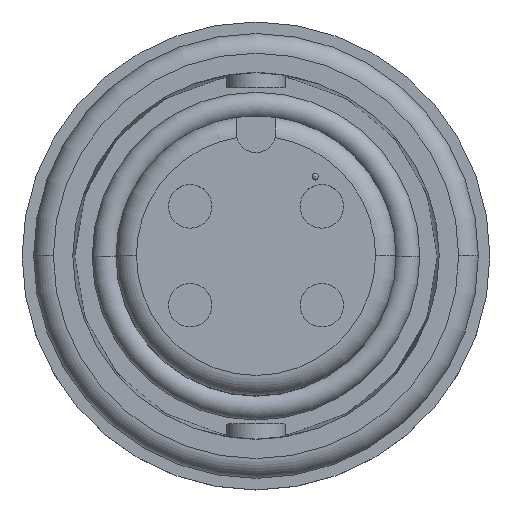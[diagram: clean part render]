
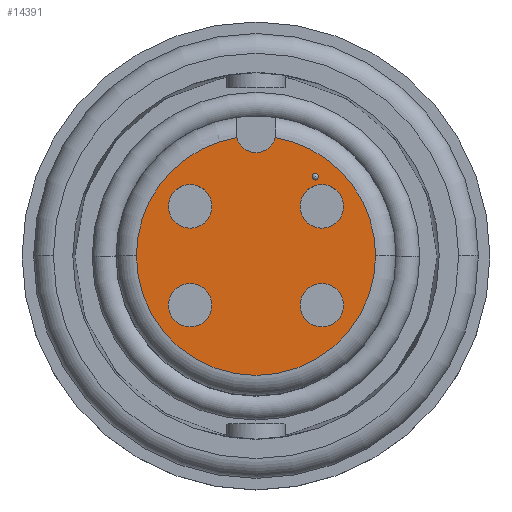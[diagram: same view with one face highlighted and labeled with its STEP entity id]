
A CAD part, top view. The second image highlights one B-rep face of the part: STEP entity #14391.
In plain terms, the highlighted planar face has unit normal (0, 0, 1).
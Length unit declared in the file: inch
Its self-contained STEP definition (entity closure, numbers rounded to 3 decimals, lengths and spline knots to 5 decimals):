
#227 = AXIS2_PLACEMENT_3D ( 'NONE', #9287, #21939, #11130 ) ;
#315 = EDGE_CURVE ( 'NONE', #18023, #16730, #1047, .T. ) ;
#948 = EDGE_CURVE ( 'NONE', #10005, #5697, #15443, .T. ) ;
#1047 = CIRCLE ( 'NONE', #3980, 0.1815 ) ;
#1060 = EDGE_LOOP ( 'NONE', ( #22362, #4623 ) ) ;
#1177 = ORIENTED_EDGE ( 'NONE', *, *, #6418, .F. ) ;
#1501 = VERTEX_POINT ( 'NONE', #16803 ) ;
#1597 = VERTEX_POINT ( 'NONE', #13734 ) ;
#1934 = AXIS2_PLACEMENT_3D ( 'NONE', #7482, #20146, #9321 ) ;
#1948 = DIRECTION ( 'NONE',  ( 0., 0., -1. ) ) ;
#2266 = EDGE_LOOP ( 'NONE', ( #14405, #1177 ) ) ;
#2309 = AXIS2_PLACEMENT_3D ( 'NONE', #10202, #22831, #12029 ) ;
#2326 = AXIS2_PLACEMENT_3D ( 'NONE', #15417, #4577, #17213 ) ;
#2507 = CIRCLE ( 'NONE', #3448, 0.033 ) ;
#3148 = CARTESIAN_POINT ( 'NONE',  ( 0., 0., 0.313 ) ) ;
#3334 = CARTESIAN_POINT ( 'NONE',  ( 0.1, -0.075, 0.313 ) ) ;
#3448 = AXIS2_PLACEMENT_3D ( 'NONE', #19878, #9056, #21717 ) ;
#3485 = CIRCLE ( 'NONE', #20914, 0.005 ) ;
#3720 = CARTESIAN_POINT ( 'NONE',  ( 0.02909, 0.17915, 0.313 ) ) ;
#3894 = CARTESIAN_POINT ( 'NONE',  ( 0.1, 0.075, 0.313 ) ) ;
#3980 = AXIS2_PLACEMENT_3D ( 'NONE', #3148, #6924, #15870 ) ;
#4334 = CARTESIAN_POINT ( 'NONE',  ( -0.1, -0.075, 0.313 ) ) ;
#4397 = EDGE_CURVE ( 'NONE', #15094, #19768, #5966, .T. ) ;
#4400 = EDGE_LOOP ( 'NONE', ( #20087, #21623 ) ) ;
#4448 = ORIENTED_EDGE ( 'NONE', *, *, #8224, .F. ) ;
#4473 = EDGE_CURVE ( 'NONE', #18023, #8259, #19272, .T. ) ;
#4577 = DIRECTION ( 'NONE',  ( 0., 0., 1. ) ) ;
#4623 = ORIENTED_EDGE ( 'NONE', *, *, #6380, .F. ) ;
#4794 = CARTESIAN_POINT ( 'NONE',  ( -0.1, 0.042, 0.313 ) ) ;
#5148 = DIRECTION ( 'NONE',  ( 0., -1., 0. ) ) ;
#5246 = CARTESIAN_POINT ( 'NONE',  ( 0.085, 0.12, 0.313 ) ) ;
#5697 = VERTEX_POINT ( 'NONE', #22354 ) ;
#5713 = DIRECTION ( 'NONE',  ( 0., -1., 0. ) ) ;
#5742 = DIRECTION ( 'NONE',  ( 0., 0., 1. ) ) ;
#5791 = AXIS2_PLACEMENT_3D ( 'NONE', #16565, #5742, #18387 ) ;
#5966 = CIRCLE ( 'NONE', #22171, 0.033 ) ;
#6153 = DIRECTION ( 'NONE',  ( 0., -1., 0. ) ) ;
#6199 = EDGE_CURVE ( 'NONE', #1501, #9460, #11890, .T. ) ;
#6380 = EDGE_CURVE ( 'NONE', #6745, #1597, #10232, .T. ) ;
#6418 = EDGE_CURVE ( 'NONE', #18111, #17725, #19254, .T. ) ;
#6441 = CARTESIAN_POINT ( 'NONE',  ( 0.09, 0.12, 0.313 ) ) ;
#6745 = VERTEX_POINT ( 'NONE', #13596 ) ;
#6903 = AXIS2_PLACEMENT_3D ( 'NONE', #3334, #15983, #5148 ) ;
#6924 = DIRECTION ( 'NONE',  ( 0., 0., 1. ) ) ;
#7396 = CIRCLE ( 'NONE', #2309, 0.1815 ) ;
#7482 = CARTESIAN_POINT ( 'NONE',  ( 0., 0., 0.313 ) ) ;
#8119 = ORIENTED_EDGE ( 'NONE', *, *, #20587, .F. ) ;
#8162 = ORIENTED_EDGE ( 'NONE', *, *, #16103, .T. ) ;
#8224 = EDGE_CURVE ( 'NONE', #19768, #15094, #19504, .T. ) ;
#8259 = VERTEX_POINT ( 'NONE', #3720 ) ;
#8260 = DIRECTION ( 'NONE',  ( -1., 0., 0. ) ) ;
#8541 = AXIS2_PLACEMENT_3D ( 'NONE', #9145, #1948, #14590 ) ;
#8590 = AXIS2_PLACEMENT_3D ( 'NONE', #9932, #22563, #11769 ) ;
#8717 = ORIENTED_EDGE ( 'NONE', *, *, #22452, .T. ) ;
#8833 = FACE_BOUND ( 'NONE', #2266, .T. ) ;
#9056 = DIRECTION ( 'NONE',  ( 0., 0., 1. ) ) ;
#9104 = DIRECTION ( 'NONE',  ( 0., 0., 1. ) ) ;
#9145 = CARTESIAN_POINT ( 'NONE',  ( 0., 0., 0.313 ) ) ;
#9287 = CARTESIAN_POINT ( 'NONE',  ( 0.1, 0.075, 0.313 ) ) ;
#9318 = CIRCLE ( 'NONE', #1934, 0.1815 ) ;
#9321 = DIRECTION ( 'NONE',  ( 1., 0., 0. ) ) ;
#9392 = FACE_BOUND ( 'NONE', #4400, .T. ) ;
#9460 = VERTEX_POINT ( 'NONE', #5246 ) ;
#9932 = CARTESIAN_POINT ( 'NONE',  ( 0.09, 0.12, 0.313 ) ) ;
#10005 = VERTEX_POINT ( 'NONE', #11031 ) ;
#10202 = CARTESIAN_POINT ( 'NONE',  ( 0., 0., 0.313 ) ) ;
#10232 = CIRCLE ( 'NONE', #6903, 0.033 ) ;
#10327 = CARTESIAN_POINT ( 'NONE',  ( -0.02909, 0.17915, 0.313 ) ) ;
#10411 = CARTESIAN_POINT ( 'NONE',  ( -0.1815, 0., 0.313 ) ) ;
#10436 = EDGE_LOOP ( 'NONE', ( #15333, #8717, #8162, #17653 ) ) ;
#10489 = EDGE_CURVE ( 'NONE', #1597, #6745, #18565, .T. ) ;
#10584 = AXIS2_PLACEMENT_3D ( 'NONE', #21530, #10717, #23344 ) ;
#10717 = DIRECTION ( 'NONE',  ( 0., 0., 1. ) ) ;
#10889 = EDGE_CURVE ( 'NONE', #5697, #10005, #17130, .T. ) ;
#10982 = PLANE ( 'NONE',  #8541 ) ;
#11031 = CARTESIAN_POINT ( 'NONE',  ( 0.1, 0.042, 0.313 ) ) ;
#11130 = DIRECTION ( 'NONE',  ( 0., -1., 0. ) ) ;
#11769 = DIRECTION ( 'NONE',  ( -1., 0., 0. ) ) ;
#11890 = CIRCLE ( 'NONE', #8590, 0.005 ) ;
#12029 = DIRECTION ( 'NONE',  ( 1., 0., 0. ) ) ;
#12502 = EDGE_LOOP ( 'NONE', ( #4448, #20792 ) ) ;
#13048 = FACE_BOUND ( 'NONE', #12502, .T. ) ;
#13596 = CARTESIAN_POINT ( 'NONE',  ( 0.1, -0.042, 0.313 ) ) ;
#13611 = FACE_BOUND ( 'NONE', #17232, .T. ) ;
#13734 = CARTESIAN_POINT ( 'NONE',  ( 0.1, -0.108, 0.313 ) ) ;
#14053 = CARTESIAN_POINT ( 'NONE',  ( -0.1, -0.108, 0.313 ) ) ;
#14077 = CARTESIAN_POINT ( 'NONE',  ( -0.1, 0.108, 0.313 ) ) ;
#14391 = ADVANCED_FACE ( 'NONE', ( #17858, #9392, #22666, #13048, #8833, #13611 ), #10982, .F. ) ;
#14405 = ORIENTED_EDGE ( 'NONE', *, *, #16519, .F. ) ;
#14590 = DIRECTION ( 'NONE',  ( -1., 0., 0. ) ) ;
#14615 = CARTESIAN_POINT ( 'NONE',  ( 0.1815, 0., 0.313 ) ) ;
#15033 = AXIS2_PLACEMENT_3D ( 'NONE', #3894, #16538, #5713 ) ;
#15094 = VERTEX_POINT ( 'NONE', #18961 ) ;
#15333 = ORIENTED_EDGE ( 'NONE', *, *, #315, .T. ) ;
#15417 = CARTESIAN_POINT ( 'NONE',  ( 0., 0.1865, 0.313 ) ) ;
#15443 = CIRCLE ( 'NONE', #227, 0.033 ) ;
#15870 = DIRECTION ( 'NONE',  ( 1., 0., 0. ) ) ;
#15983 = DIRECTION ( 'NONE',  ( 0., 0., 1. ) ) ;
#16103 = EDGE_CURVE ( 'NONE', #17509, #8259, #9318, .T. ) ;
#16519 = EDGE_CURVE ( 'NONE', #17725, #18111, #2507, .T. ) ;
#16538 = DIRECTION ( 'NONE',  ( 0., 0., 1. ) ) ;
#16565 = CARTESIAN_POINT ( 'NONE',  ( 0.1, -0.075, 0.313 ) ) ;
#16712 = ORIENTED_EDGE ( 'NONE', *, *, #6199, .F. ) ;
#16730 = VERTEX_POINT ( 'NONE', #10411 ) ;
#16803 = CARTESIAN_POINT ( 'NONE',  ( 0.095, 0.12, 0.313 ) ) ;
#16972 = DIRECTION ( 'NONE',  ( 0., 0., 1. ) ) ;
#17130 = CIRCLE ( 'NONE', #15033, 0.033 ) ;
#17213 = DIRECTION ( 'NONE',  ( 1., 0., 0. ) ) ;
#17232 = EDGE_LOOP ( 'NONE', ( #8119, #16712 ) ) ;
#17509 = VERTEX_POINT ( 'NONE', #14615 ) ;
#17653 = ORIENTED_EDGE ( 'NONE', *, *, #4473, .F. ) ;
#17725 = VERTEX_POINT ( 'NONE', #4794 ) ;
#17858 = FACE_OUTER_BOUND ( 'NONE', #10436, .T. ) ;
#18023 = VERTEX_POINT ( 'NONE', #10327 ) ;
#18111 = VERTEX_POINT ( 'NONE', #14077 ) ;
#18387 = DIRECTION ( 'NONE',  ( 0., -1., 0. ) ) ;
#18565 = CIRCLE ( 'NONE', #5791, 0.033 ) ;
#18961 = CARTESIAN_POINT ( 'NONE',  ( -0.1, -0.042, 0.313 ) ) ;
#19079 = DIRECTION ( 'NONE',  ( 0., 0., 1. ) ) ;
#19254 = CIRCLE ( 'NONE', #10584, 0.033 ) ;
#19272 = CIRCLE ( 'NONE', #2326, 0.03 ) ;
#19504 = CIRCLE ( 'NONE', #23162, 0.033 ) ;
#19768 = VERTEX_POINT ( 'NONE', #14053 ) ;
#19878 = CARTESIAN_POINT ( 'NONE',  ( -0.1, 0.075, 0.313 ) ) ;
#19921 = CARTESIAN_POINT ( 'NONE',  ( -0.1, -0.075, 0.313 ) ) ;
#20087 = ORIENTED_EDGE ( 'NONE', *, *, #948, .F. ) ;
#20146 = DIRECTION ( 'NONE',  ( 0., 0., 1. ) ) ;
#20587 = EDGE_CURVE ( 'NONE', #9460, #1501, #3485, .T. ) ;
#20792 = ORIENTED_EDGE ( 'NONE', *, *, #4397, .F. ) ;
#20914 = AXIS2_PLACEMENT_3D ( 'NONE', #6441, #19079, #8260 ) ;
#21530 = CARTESIAN_POINT ( 'NONE',  ( -0.1, 0.075, 0.313 ) ) ;
#21623 = ORIENTED_EDGE ( 'NONE', *, *, #10889, .F. ) ;
#21717 = DIRECTION ( 'NONE',  ( 0., -1., 0. ) ) ;
#21759 = DIRECTION ( 'NONE',  ( 0., -1., 0. ) ) ;
#21939 = DIRECTION ( 'NONE',  ( 0., 0., 1. ) ) ;
#22171 = AXIS2_PLACEMENT_3D ( 'NONE', #4334, #16972, #6153 ) ;
#22354 = CARTESIAN_POINT ( 'NONE',  ( 0.1, 0.108, 0.313 ) ) ;
#22362 = ORIENTED_EDGE ( 'NONE', *, *, #10489, .F. ) ;
#22452 = EDGE_CURVE ( 'NONE', #16730, #17509, #7396, .T. ) ;
#22563 = DIRECTION ( 'NONE',  ( 0., 0., 1. ) ) ;
#22666 = FACE_BOUND ( 'NONE', #1060, .T. ) ;
#22831 = DIRECTION ( 'NONE',  ( 0., 0., 1. ) ) ;
#23162 = AXIS2_PLACEMENT_3D ( 'NONE', #19921, #9104, #21759 ) ;
#23344 = DIRECTION ( 'NONE',  ( 0., -1., 0. ) ) ;
